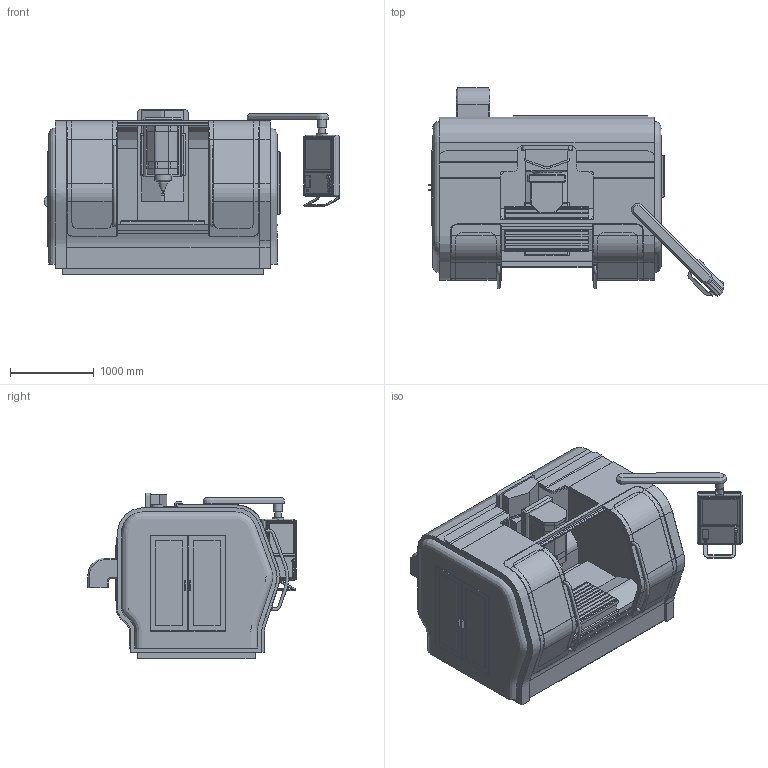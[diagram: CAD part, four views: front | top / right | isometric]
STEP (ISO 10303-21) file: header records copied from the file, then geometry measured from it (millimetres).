
FILE_DESCRIPTION(('HOOPS Exchange Step'),'2;1');
FILE_NAME('Профессиональный фрезерный станок.step','2025-10-29T09:08:40+03:00',('Администратор'),('Unknown organisation'),'HOOPS Exchange 2022.1','HOOPS Exchange','Unknown authorisation');
FILE_SCHEMA( ('AP242_MANAGED_MODEL_BASED_3D_ENGINEERING_MIM_LF {1 0 10303 442 1 1 4 }') );
Length unit declared in the file: millimetre
Products named in the file (23): GeoContainer; Door1Left; Door1Right; X_Link; Y_Link; Spindle; C_Link; Z_Link; Light; PanelDisplay; PanelSupport; Профессиональный фрезерный станок; 0
Assembly tree (22 placements, depth 6):
  0
    Профессиональный фрезерный станок
      GeoContainer
      Door1Left
        GeoContainer
      Door1Right
        GeoContainer
      Y_Link
        GeoContainer
        X_Link
          GeoContainer
      Z_Link
        GeoContainer
        C_Link
          GeoContainer
          Spindle
            GeoContainer
      Light
        GeoContainer
      PanelSupport
        GeoContainer
        PanelDisplay
          GeoContainer
Bounding box: 3523.62 x 2478.6 x 1975 mm (x, y, z)
Surface area: 121854363.7 mm2 (no closed solid volume)
Topology: 0 solids, 3968 shells, 4673 faces, 0 edges, 0 vertices
Faces by surface type: other 4673
Entity records: 17256 total; most frequent: TRIANGULATED_FACE 4673, COORDINATES_LIST 3968, TESSELLATED_SHELL 3968, STYLED_ITEM 3968, DIRECTION 94, CARTESIAN_POINT 47, AXIS2_PLACEMENT_3D 47, PRODUCT_DEFINITION_SHAPE 45
